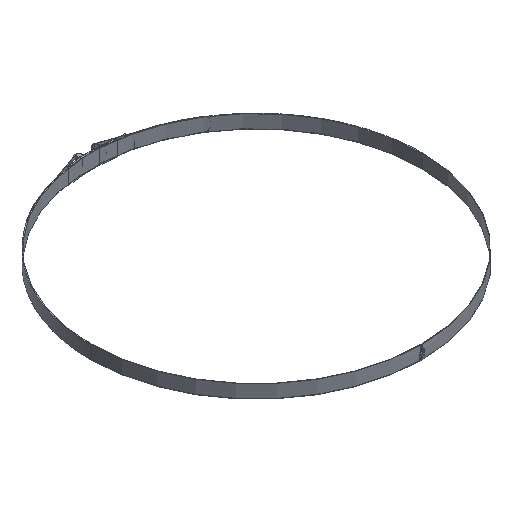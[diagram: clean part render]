
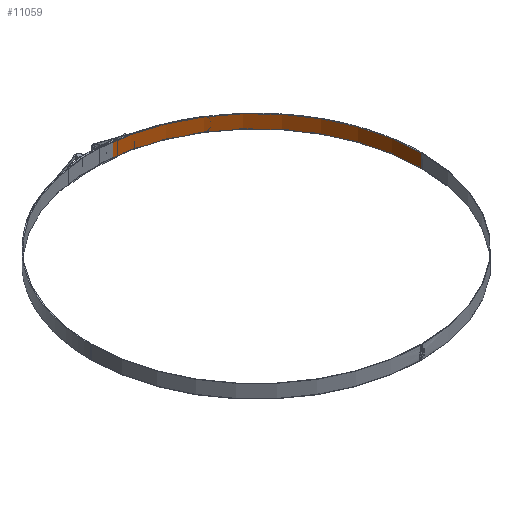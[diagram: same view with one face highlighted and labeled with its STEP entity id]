
A CAD part, isometric view. The second image highlights one B-rep face of the part: STEP entity #11059.
In plain terms, the highlighted cylindrical face has radius 239 mm (diameter 478 mm), a partial arc.
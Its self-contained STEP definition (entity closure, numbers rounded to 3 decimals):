
#256 = EDGE_CURVE ( 'NONE', #8971, #6353, #2449, .T. ) ;
#397 = EDGE_CURVE ( 'NONE', #6181, #6353, #3038, .T. ) ;
#836 = DIRECTION ( 'NONE',  ( -1., 0., 0. ) ) ;
#1315 = ORIENTED_EDGE ( 'NONE', *, *, #397, .T. ) ;
#2449 = LINE ( 'NONE', #9250, #4937 ) ;
#3038 = CIRCLE ( 'NONE', #9829, 239. ) ;
#3154 = DIRECTION ( 'NONE',  ( -1., 0., 0. ) ) ;
#3296 = CARTESIAN_POINT ( 'NONE',  ( 12.244, 238.686, -9.65 ) ) ;
#3420 = CIRCLE ( 'NONE', #8540, 239. ) ;
#3442 = EDGE_CURVE ( 'NONE', #9149, #6181, #7775, .T. ) ;
#3477 = CARTESIAN_POINT ( 'NONE',  ( 0., 0., 9.65 ) ) ;
#3529 = CARTESIAN_POINT ( 'NONE',  ( 12.244, 238.686, 9.65 ) ) ;
#4367 = DIRECTION ( 'NONE',  ( -1., 0., 0. ) ) ;
#4538 = AXIS2_PLACEMENT_3D ( 'NONE', #5701, #10148, #4367 ) ;
#4874 = ORIENTED_EDGE ( 'NONE', *, *, #256, .F. ) ;
#4937 = VECTOR ( 'NONE', #13685, 1000. ) ;
#5701 = CARTESIAN_POINT ( 'NONE',  ( 0., 0., 9.65 ) ) ;
#6181 = VERTEX_POINT ( 'NONE', #3296 ) ;
#6196 = EDGE_LOOP ( 'NONE', ( #4874, #7856, #8805, #1315 ) ) ;
#6353 = VERTEX_POINT ( 'NONE', #8485 ) ;
#6428 = DIRECTION ( 'NONE',  ( 0., 0., -1. ) ) ;
#6597 = CARTESIAN_POINT ( 'NONE',  ( 239., 0., 9.65 ) ) ;
#7775 = LINE ( 'NONE', #3529, #13646 ) ;
#7856 = ORIENTED_EDGE ( 'NONE', *, *, #13428, .F. ) ;
#7874 = FACE_OUTER_BOUND ( 'NONE', #6196, .T. ) ;
#8485 = CARTESIAN_POINT ( 'NONE',  ( 239., 0., -9.65 ) ) ;
#8540 = AXIS2_PLACEMENT_3D ( 'NONE', #3477, #10907, #3154 ) ;
#8792 = DIRECTION ( 'NONE',  ( 0., 0., -1. ) ) ;
#8805 = ORIENTED_EDGE ( 'NONE', *, *, #3442, .T. ) ;
#8971 = VERTEX_POINT ( 'NONE', #6597 ) ;
#9149 = VERTEX_POINT ( 'NONE', #11811 ) ;
#9250 = CARTESIAN_POINT ( 'NONE',  ( 239., 0., 9.65 ) ) ;
#9829 = AXIS2_PLACEMENT_3D ( 'NONE', #11957, #6428, #836 ) ;
#10148 = DIRECTION ( 'NONE',  ( 0., 0., -1. ) ) ;
#10907 = DIRECTION ( 'NONE',  ( 0., 0., -1. ) ) ;
#11059 = ADVANCED_FACE ( 'NONE', ( #7874 ), #12322, .F. ) ;
#11811 = CARTESIAN_POINT ( 'NONE',  ( 12.244, 238.686, 9.65 ) ) ;
#11957 = CARTESIAN_POINT ( 'NONE',  ( 0., 0., -9.65 ) ) ;
#12322 = CYLINDRICAL_SURFACE ( 'NONE', #4538, 239. ) ;
#13428 = EDGE_CURVE ( 'NONE', #9149, #8971, #3420, .T. ) ;
#13646 = VECTOR ( 'NONE', #8792, 1000. ) ;
#13685 = DIRECTION ( 'NONE',  ( 0., 0., -1. ) ) ;
